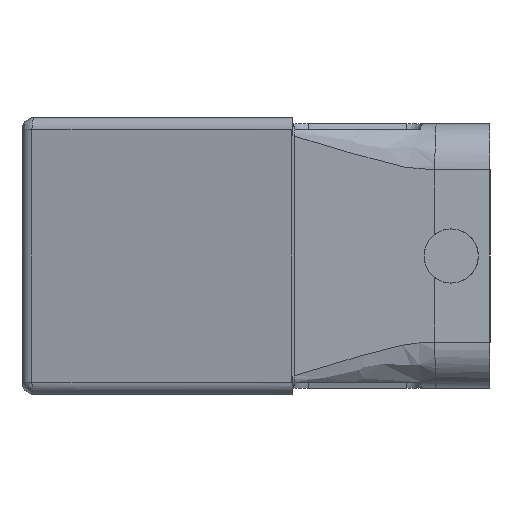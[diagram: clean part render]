
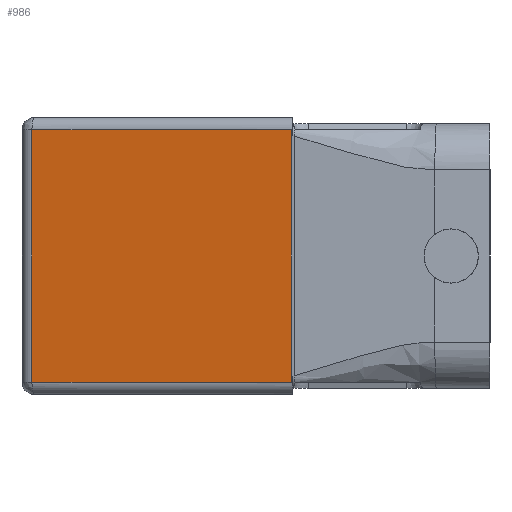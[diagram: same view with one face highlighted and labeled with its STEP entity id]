
A CAD part, left-side view. The second image highlights one B-rep face of the part: STEP entity #986.
In plain terms, the highlighted planar face has unit normal (-0.982, 0.191, 0).
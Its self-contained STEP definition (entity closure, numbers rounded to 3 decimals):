
#986=ADVANCED_FACE('',(#1204),#4925,.T.);
#1204=FACE_OUTER_BOUND('',#1432,.T.);
#1432=EDGE_LOOP('',(#2177,#2178,#2179,#2180));
#2177=ORIENTED_EDGE('',*,*,#3473,.T.);
#2178=ORIENTED_EDGE('',*,*,#3474,.T.);
#2179=ORIENTED_EDGE('',*,*,#3475,.T.);
#2180=ORIENTED_EDGE('',*,*,#3476,.T.);
#2968=VERTEX_POINT('',#7836);
#2969=VERTEX_POINT('',#7837);
#2970=VERTEX_POINT('',#7839);
#2971=VERTEX_POINT('',#7841);
#3473=EDGE_CURVE('',#2968,#2969,#3997,.T.);
#3474=EDGE_CURVE('',#2969,#2970,#3998,.T.);
#3475=EDGE_CURVE('',#2970,#2971,#3999,.T.);
#3476=EDGE_CURVE('',#2971,#2968,#4000,.T.);
#3997=LINE('',#7835,#4414);
#3998=LINE('',#7838,#4415);
#3999=LINE('',#7840,#4416);
#4000=LINE('',#7842,#4417);
#4414=VECTOR('',#6104,1.);
#4415=VECTOR('',#6105,1.);
#4416=VECTOR('',#6106,1.);
#4417=VECTOR('',#6107,1.);
#4925=PLANE('',#5312);
#5312=AXIS2_PLACEMENT_3D('',#7843,#6108,#6109);
#6104=DIRECTION('',(0.,0.,-1.));
#6105=DIRECTION('',(-0.191,-0.982,0.));
#6106=DIRECTION('',(0.,0.,1.));
#6107=DIRECTION('',(0.191,0.982,0.));
#6108=DIRECTION('',(-0.982,0.191,0.));
#6109=DIRECTION('',(-0.191,-0.982,0.));
#7835=CARTESIAN_POINT('',(-50.012,65.382,20.5));
#7836=CARTESIAN_POINT('',(-50.012,65.382,20.5));
#7837=CARTESIAN_POINT('',(-50.012,65.382,-20.5));
#7838=CARTESIAN_POINT('',(-50.012,65.382,-20.5));
#7839=CARTESIAN_POINT('',(-58.195,23.285,-20.5));
#7840=CARTESIAN_POINT('',(-58.195,23.285,-20.5));
#7841=CARTESIAN_POINT('',(-58.195,23.285,20.5));
#7842=CARTESIAN_POINT('',(-58.195,23.285,20.5));
#7843=CARTESIAN_POINT('',(-49.251,69.298,-22.6));
